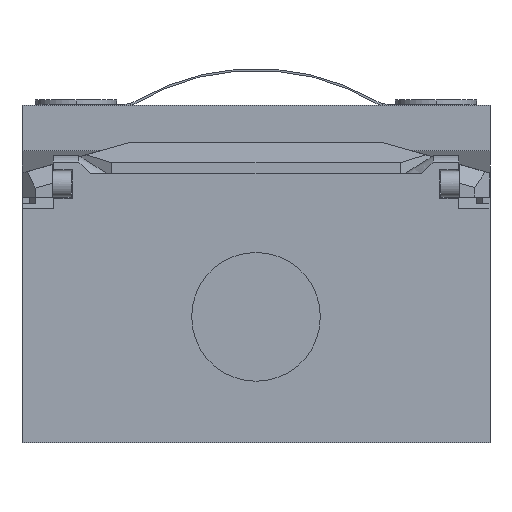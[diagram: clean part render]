
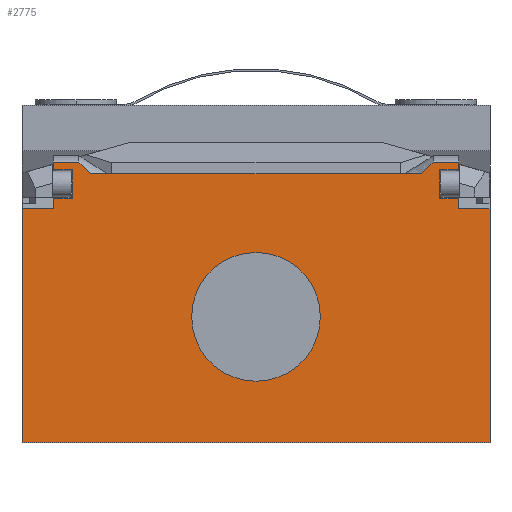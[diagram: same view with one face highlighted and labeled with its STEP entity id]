
A CAD part, front view. The second image highlights one B-rep face of the part: STEP entity #2775.
In plain terms, the highlighted planar face has unit normal (0, -1, 0).
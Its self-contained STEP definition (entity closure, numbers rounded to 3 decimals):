
#2=DIRECTION('',(1.,0.,0.));
#3=VECTOR('',#2,52.);
#4=CARTESIAN_POINT('',(-26.,0.,0.));
#5=LINE('',#4,#3);
#74=CARTESIAN_POINT('',(0.,0.,14.));
#75=DIRECTION('',(0.,-1.,0.));
#76=DIRECTION('',(1.,0.,0.));
#77=AXIS2_PLACEMENT_3D('',#74,#75,#76);
#79=CARTESIAN_POINT('',(0.,0.,14.));
#80=DIRECTION('',(0.,-1.,0.));
#81=DIRECTION('',(-1.,0.,0.));
#82=AXIS2_PLACEMENT_3D('',#79,#80,#81);
#84=DIRECTION('',(0.,0.,1.));
#85=VECTOR('',#84,3.2);
#86=CARTESIAN_POINT('',(-20.4,0.,27.15));
#87=LINE('',#86,#85);
#88=DIRECTION('',(-1.,0.,0.));
#89=VECTOR('',#88,2.1);
#90=CARTESIAN_POINT('',(-20.4,0.,30.35));
#91=LINE('',#90,#89);
#92=DIRECTION('',(0.,0.,1.));
#93=VECTOR('',#92,0.834);
#94=CARTESIAN_POINT('',(-22.5,0.,30.35));
#95=LINE('',#94,#93);
#96=DIRECTION('',(1.,0.,0.));
#97=VECTOR('',#96,36.682);
#98=CARTESIAN_POINT('',(-18.341,0.,29.9));
#99=LINE('',#98,#97);
#100=DIRECTION('',(0.,0.,-1.));
#101=VECTOR('',#100,0.834);
#102=CARTESIAN_POINT('',(22.5,0.,31.184));
#103=LINE('',#102,#101);
#104=DIRECTION('',(1.,0.,0.));
#105=VECTOR('',#104,2.1);
#106=CARTESIAN_POINT('',(20.4,0.,30.35));
#107=LINE('',#106,#105);
#108=DIRECTION('',(0.,0.,-1.));
#109=VECTOR('',#108,3.2);
#110=CARTESIAN_POINT('',(20.4,0.,30.35));
#111=LINE('',#110,#109);
#112=DIRECTION('',(1.,0.,0.));
#113=VECTOR('',#112,2.1);
#114=CARTESIAN_POINT('',(20.4,0.,27.15));
#115=LINE('',#114,#113);
#116=DIRECTION('',(0.,0.,-1.));
#117=VECTOR('',#116,1.15);
#118=CARTESIAN_POINT('',(22.5,0.,27.15));
#119=LINE('',#118,#117);
#120=DIRECTION('',(1.,0.,0.));
#121=VECTOR('',#120,3.5);
#122=CARTESIAN_POINT('',(22.5,0.,26.));
#123=LINE('',#122,#121);
#124=DIRECTION('',(0.,0.,1.));
#125=VECTOR('',#124,26.);
#126=CARTESIAN_POINT('',(-26.,0.,0.));
#127=LINE('',#126,#125);
#128=DIRECTION('',(1.,0.,0.));
#129=VECTOR('',#128,3.5);
#130=CARTESIAN_POINT('',(-26.,0.,26.));
#131=LINE('',#130,#129);
#132=DIRECTION('',(0.,0.,1.));
#133=VECTOR('',#132,1.15);
#134=CARTESIAN_POINT('',(-22.5,0.,26.));
#135=LINE('',#134,#133);
#136=DIRECTION('',(-1.,0.,0.));
#137=VECTOR('',#136,2.1);
#138=CARTESIAN_POINT('',(-20.4,0.,27.15));
#139=LINE('',#138,#137);
#324=DIRECTION('',(-1.,0.,0.));
#325=VECTOR('',#324,2.8);
#326=CARTESIAN_POINT('',(22.5,0.,31.184));
#327=LINE('',#326,#325);
#333=CARTESIAN_POINT('',(18.341,0.,29.9));
#334=CARTESIAN_POINT('',(18.422,0.,30.001));
#335=CARTESIAN_POINT('',(18.602,0.,30.205));
#336=CARTESIAN_POINT('',(18.921,0.,30.519));
#337=CARTESIAN_POINT('',(19.285,0.,30.844));
#338=CARTESIAN_POINT('',(19.557,0.,31.069));
#339=CARTESIAN_POINT('',(19.7,0.,31.184));
#366=CARTESIAN_POINT('',(-18.341,0.,29.9));
#378=CARTESIAN_POINT('',(-18.341,0.,29.9));
#379=CARTESIAN_POINT('',(-18.422,0.,30.001));
#380=CARTESIAN_POINT('',(-18.602,0.,30.205));
#381=CARTESIAN_POINT('',(-18.921,0.,30.519));
#382=CARTESIAN_POINT('',(-19.285,0.,30.844));
#383=CARTESIAN_POINT('',(-19.557,0.,31.069));
#384=CARTESIAN_POINT('',(-19.7,0.,31.184));
#404=DIRECTION('',(-1.,0.,0.));
#405=VECTOR('',#404,2.8);
#406=CARTESIAN_POINT('',(-19.7,0.,31.184));
#407=LINE('',#406,#405);
#1971=DIRECTION('',(0.,0.,1.));
#1972=VECTOR('',#1971,26.);
#1973=CARTESIAN_POINT('',(26.,0.,0.));
#1974=LINE('',#1973,#1972);
#2048=CARTESIAN_POINT('',(-26.,0.,0.));
#2049=CARTESIAN_POINT('',(26.,0.,0.));
#2050=VERTEX_POINT('',#2048);
#2051=VERTEX_POINT('',#2049);
#2180=CARTESIAN_POINT('',(7.15,0.,14.));
#2181=CARTESIAN_POINT('',(-7.15,0.,14.));
#2182=VERTEX_POINT('',#2180);
#2183=VERTEX_POINT('',#2181);
#2360=CARTESIAN_POINT('',(-26.,0.,26.));
#2361=VERTEX_POINT('',#2360);
#2362=CARTESIAN_POINT('',(26.,0.,26.));
#2363=VERTEX_POINT('',#2362);
#2384=CARTESIAN_POINT('',(-22.5,0.,26.));
#2385=VERTEX_POINT('',#2384);
#2386=CARTESIAN_POINT('',(22.5,0.,26.));
#2387=VERTEX_POINT('',#2386);
#2388=VERTEX_POINT('',#366);
#2389=CARTESIAN_POINT('',(18.341,0.,29.9));
#2390=VERTEX_POINT('',#2389);
#2391=CARTESIAN_POINT('',(-19.7,0.,31.184));
#2392=VERTEX_POINT('',#2391);
#2393=CARTESIAN_POINT('',(-22.5,0.,31.184));
#2394=VERTEX_POINT('',#2393);
#2395=CARTESIAN_POINT('',(22.5,0.,31.184));
#2396=CARTESIAN_POINT('',(19.7,0.,31.184));
#2397=VERTEX_POINT('',#2395);
#2398=VERTEX_POINT('',#2396);
#2403=CARTESIAN_POINT('',(20.4,0.,30.35));
#2404=CARTESIAN_POINT('',(20.4,0.,27.15));
#2405=VERTEX_POINT('',#2403);
#2406=VERTEX_POINT('',#2404);
#2407=CARTESIAN_POINT('',(22.5,0.,30.35));
#2408=VERTEX_POINT('',#2407);
#2409=CARTESIAN_POINT('',(22.5,0.,27.15));
#2410=VERTEX_POINT('',#2409);
#2431=CARTESIAN_POINT('',(-20.4,0.,27.15));
#2432=CARTESIAN_POINT('',(-20.4,0.,30.35));
#2433=VERTEX_POINT('',#2431);
#2434=VERTEX_POINT('',#2432);
#2435=CARTESIAN_POINT('',(-22.5,0.,27.15));
#2436=VERTEX_POINT('',#2435);
#2437=CARTESIAN_POINT('',(-22.5,0.,30.35));
#2438=VERTEX_POINT('',#2437);
#2723=CARTESIAN_POINT('',(-26.,0.,0.));
#2724=DIRECTION('',(0.,-1.,0.));
#2725=DIRECTION('',(1.,0.,0.));
#2726=AXIS2_PLACEMENT_3D('',#2723,#2724,#2725);
#2727=PLANE('',#2726);
#2729=ORIENTED_EDGE('',*,*,#2728,.T.);
#2731=ORIENTED_EDGE('',*,*,#2730,.T.);
#2733=ORIENTED_EDGE('',*,*,#2732,.T.);
#2735=ORIENTED_EDGE('',*,*,#2734,.F.);
#2737=ORIENTED_EDGE('',*,*,#2736,.F.);
#2739=ORIENTED_EDGE('',*,*,#2738,.T.);
#2741=ORIENTED_EDGE('',*,*,#2740,.T.);
#2743=ORIENTED_EDGE('',*,*,#2742,.F.);
#2745=ORIENTED_EDGE('',*,*,#2744,.T.);
#2747=ORIENTED_EDGE('',*,*,#2746,.F.);
#2749=ORIENTED_EDGE('',*,*,#2748,.T.);
#2751=ORIENTED_EDGE('',*,*,#2750,.T.);
#2753=ORIENTED_EDGE('',*,*,#2752,.T.);
#2755=ORIENTED_EDGE('',*,*,#2754,.T.);
#2757=ORIENTED_EDGE('',*,*,#2756,.F.);
#2758=ORIENTED_EDGE('',*,*,#2680,.F.);
#2760=ORIENTED_EDGE('',*,*,#2759,.T.);
#2762=ORIENTED_EDGE('',*,*,#2761,.T.);
#2764=ORIENTED_EDGE('',*,*,#2763,.T.);
#2766=ORIENTED_EDGE('',*,*,#2765,.F.);
#2767=EDGE_LOOP('',(#2729,#2731,#2733,#2735,#2737,#2739,#2741,#2743,#2745,#2747,
#2749,#2751,#2753,#2755,#2757,#2758,#2760,#2762,#2764,#2766));
#2768=FACE_OUTER_BOUND('',#2767,.F.);
#2770=ORIENTED_EDGE('',*,*,#2769,.T.);
#2772=ORIENTED_EDGE('',*,*,#2771,.T.);
#2773=EDGE_LOOP('',(#2770,#2772));
#2774=FACE_BOUND('',#2773,.F.);
#2775=ADVANCED_FACE('',(#2768,#2774),#2727,.T.);
#78=CIRCLE('',#77,7.15);
#83=CIRCLE('',#82,7.15);
#340=B_SPLINE_CURVE_WITH_KNOTS('',3,(#333,#334,#335,#336,#337,#338,#339),
.UNSPECIFIED.,.F.,.F.,(4,1,1,1,4),(0.,0.25,0.5,0.75,1.),
.UNSPECIFIED.);
#385=B_SPLINE_CURVE_WITH_KNOTS('',3,(#378,#379,#380,#381,#382,#383,#384),
.UNSPECIFIED.,.F.,.F.,(4,1,1,1,4),(0.,0.25,0.5,0.75,1.),
.UNSPECIFIED.);
#2680=EDGE_CURVE('',#2050,#2051,#5,.T.);
#2728=EDGE_CURVE('',#2433,#2434,#87,.T.);
#2730=EDGE_CURVE('',#2434,#2438,#91,.T.);
#2732=EDGE_CURVE('',#2438,#2394,#95,.T.);
#2734=EDGE_CURVE('',#2392,#2394,#407,.T.);
#2736=EDGE_CURVE('',#2388,#2392,#385,.T.);
#2738=EDGE_CURVE('',#2388,#2390,#99,.T.);
#2740=EDGE_CURVE('',#2390,#2398,#340,.T.);
#2742=EDGE_CURVE('',#2397,#2398,#327,.T.);
#2744=EDGE_CURVE('',#2397,#2408,#103,.T.);
#2746=EDGE_CURVE('',#2405,#2408,#107,.T.);
#2748=EDGE_CURVE('',#2405,#2406,#111,.T.);
#2750=EDGE_CURVE('',#2406,#2410,#115,.T.);
#2752=EDGE_CURVE('',#2410,#2387,#119,.T.);
#2754=EDGE_CURVE('',#2387,#2363,#123,.T.);
#2756=EDGE_CURVE('',#2051,#2363,#1974,.T.);
#2759=EDGE_CURVE('',#2050,#2361,#127,.T.);
#2761=EDGE_CURVE('',#2361,#2385,#131,.T.);
#2763=EDGE_CURVE('',#2385,#2436,#135,.T.);
#2765=EDGE_CURVE('',#2433,#2436,#139,.T.);
#2769=EDGE_CURVE('',#2182,#2183,#78,.T.);
#2771=EDGE_CURVE('',#2183,#2182,#83,.T.);
